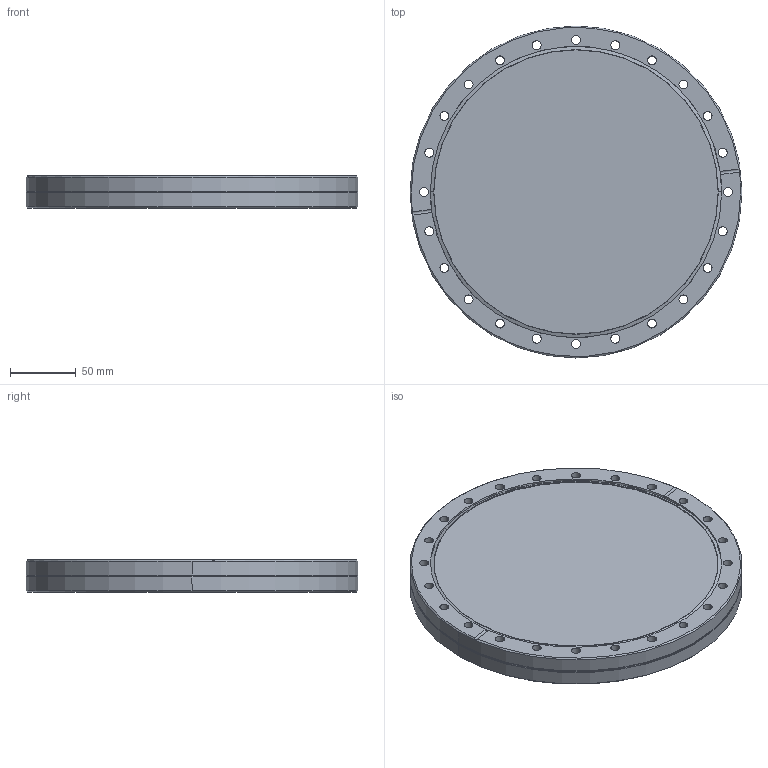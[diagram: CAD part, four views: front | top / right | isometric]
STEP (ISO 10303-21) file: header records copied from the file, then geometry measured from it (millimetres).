
FILE_DESCRIPTION (( 'STEP AP214' ), '1' );
FILE_NAME ('420FBL200-G.step', '2017-07-10T04:52:49', ( 'install' ), ( '' ), 'SwSTEP 2.0', 'SolidWorks 2015', '' );
FILE_SCHEMA (( 'AUTOMOTIVE_DESIGN' ));
Length unit declared in the file: millimetre
Products named in the file (1): 420FBL200-G
Bounding box: 253.2 x 253.2 x 24.5 mm (x, y, z)
Volume: 1164974.3 mm3; surface area: 131670.6 mm2
Topology: 1 solids, 1 shells, 74 faces, 200 edges, 128 vertices
Faces by surface type: cylinder 56, cone 8, torus 6, plane 4
Entity records: 3100 total; most frequent: DIRECTION 476, CARTESIAN_POINT 467, ORIENTED_EDGE 400, AXIS2_PLACEMENT_3D 205, EDGE_CURVE 200, CIRCLE 130, VERTEX_POINT 128, EDGE_LOOP 122
